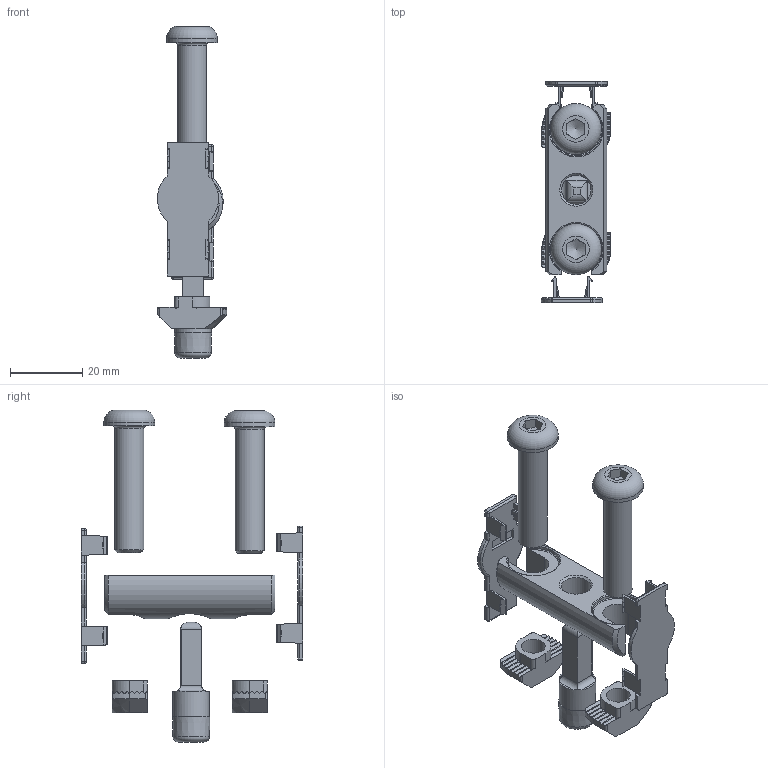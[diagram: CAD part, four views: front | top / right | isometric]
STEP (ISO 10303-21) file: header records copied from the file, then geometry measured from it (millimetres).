
FILE_DESCRIPTION(/* description */ ('Bolzenverbinder D17 - 50'),/* implementation_level */ '2;1');
FILE_NAME(/* name */ '412535621 Bolzenverbinder D17 - 50.stp',/* time_stamp */ '2023-01-23T15:02:40+01:00',/* author */ ('Praktikant'),/* organization */ (''),/* preprocessor_version */ 'ST-DEVELOPER v17.2',/* originating_system */ 'Autodesk Inventor 2019',/* authorisation */ ' ');
FILE_SCHEMA (('AUTOMOTIVE_DESIGN { 1 0 10303 214 3 1 1 }'));
Length unit declared in the file: millimetre
Products named in the file (6): 412535621 Bolzenverbinder D17 - 50; Bolzen für Bolzenverbinder D17 - 50; Zentrierstift für Bolzenverbinder D17; ISO 7380-1 - M8 x 35; 412530287 Hammermutter M8 N10; 412541247 Abdeckkappe D17 für SSV und BV
Assembly tree (8 placements, depth 2):
  412535621 Bolzenverbinder D17 - 50
    Bolzen für Bolzenverbinder D17 - 50
    Zentrierstift für Bolzenverbinder D17
    ISO 7380-1 - M8 x 35  x2
    412530287 Hammermutter M8 N10  x2
    412541247 Abdeckkappe D17 für SSV und BV  x2
Bounding box: 19.15 x 61.18 x 91.64 mm (x, y, z)
Volume: 14406.9 mm3; surface area: 10938.2 mm2
Topology: 8 solids, 8 shells, 499 faces, 1326 edges, 840 vertices
Faces by surface type: plane 298, cylinder 149, sphere 24, cone 15, torus 13
Full cylindrical faces by diameter (mm): 6.647 x2, 8 x2, 8.1 x1, 10.1 x1, 14 x2
Entity records: 9137 total; most frequent: CARTESIAN_POINT 1941, ORIENTED_EDGE 1468, DIRECTION 1460, EDGE_CURVE 734, AXIS2_PLACEMENT_3D 497, VERTEX_POINT 470, LINE 466, VECTOR 466
